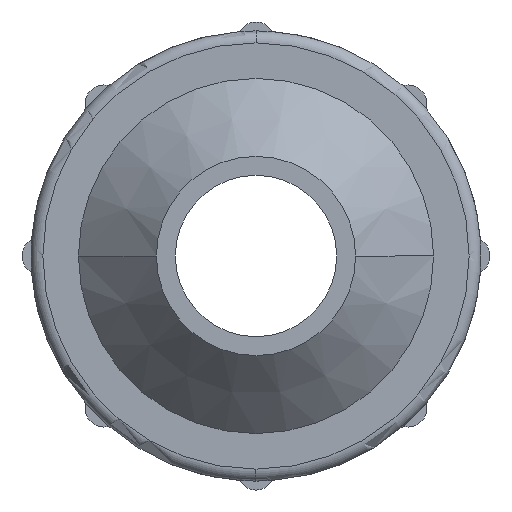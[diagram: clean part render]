
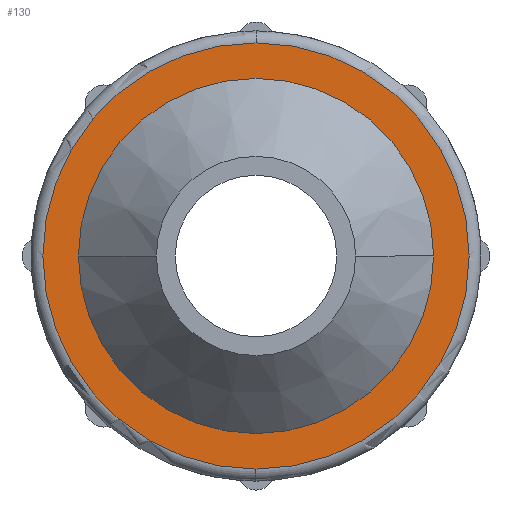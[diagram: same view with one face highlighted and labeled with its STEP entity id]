
A CAD part, left-side view. The second image highlights one B-rep face of the part: STEP entity #130.
In plain terms, the highlighted planar face has unit normal (-1, 0, 0).
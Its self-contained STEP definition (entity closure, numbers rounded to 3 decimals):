
#130 = ADVANCED_FACE( '', ( #248, #249 ), #250, .T. );
#248 = FACE_BOUND( '', #372, .T. );
#249 = FACE_OUTER_BOUND( '', #373, .T. );
#250 = PLANE( '', #374 );
#372 = EDGE_LOOP( '', ( #826, #827 ) );
#373 = EDGE_LOOP( '', ( #828, #829, #830 ) );
#374 = AXIS2_PLACEMENT_3D( '', #831, #832, #833 );
#826 = ORIENTED_EDGE( '', *, *, #871, .F. );
#827 = ORIENTED_EDGE( '', *, *, #1007, .F. );
#828 = ORIENTED_EDGE( '', *, *, #884, .T. );
#829 = ORIENTED_EDGE( '', *, *, #1006, .T. );
#830 = ORIENTED_EDGE( '', *, *, #885, .T. );
#831 = CARTESIAN_POINT( '', ( 43.333, 19.617, 0. ) );
#832 = DIRECTION( '', ( -1., 0., 0. ) );
#833 = DIRECTION( '', ( 0., 1., 0. ) );
#871 = EDGE_CURVE( '', #1027, #1029, #1030, .T. );
#884 = EDGE_CURVE( '', #1055, #1053, #1056, .T. );
#885 = EDGE_CURVE( '', #1033, #1055, #1057, .T. );
#1006 = EDGE_CURVE( '', #1053, #1033, #1248, .T. );
#1007 = EDGE_CURVE( '', #1029, #1027, #1249, .T. );
#1027 = VERTEX_POINT( '', #1273 );
#1029 = VERTEX_POINT( '', #1276 );
#1030 = CIRCLE( '', #1277, 17.833 );
#1033 = VERTEX_POINT( '', #1281 );
#1053 = VERTEX_POINT( '', #1301 );
#1055 = VERTEX_POINT( '', #1303 );
#1056 = CIRCLE( '', #1304, 21.4 );
#1057 = CIRCLE( '', #1305, 21.4 );
#1248 = CIRCLE( '', #1788, 21.4 );
#1249 = CIRCLE( '', #1789, 17.833 );
#1273 = CARTESIAN_POINT( '', ( 43.333, 17.833, 0. ) );
#1276 = CARTESIAN_POINT( '', ( 43.333, -17.833, 0. ) );
#1277 = AXIS2_PLACEMENT_3D( '', #1810, #1811, #1812 );
#1281 = CARTESIAN_POINT( '', ( 43.333, 0., 21.4 ) );
#1301 = CARTESIAN_POINT( '', ( 43.333, 0., -21.4 ) );
#1303 = CARTESIAN_POINT( '', ( 43.333, 21.4, 0. ) );
#1304 = AXIS2_PLACEMENT_3D( '', #1847, #1848, #1849 );
#1305 = AXIS2_PLACEMENT_3D( '', #1850, #1851, #1852 );
#1788 = AXIS2_PLACEMENT_3D( '', #2097, #2098, #2099 );
#1789 = AXIS2_PLACEMENT_3D( '', #2100, #2101, #2102 );
#1810 = CARTESIAN_POINT( '', ( 43.333, 0., 0. ) );
#1811 = DIRECTION( '', ( -1., 0., 0. ) );
#1812 = DIRECTION( '', ( 0., 1., 0. ) );
#1847 = CARTESIAN_POINT( '', ( 43.333, 0., 0. ) );
#1848 = DIRECTION( '', ( -1., 0., 0. ) );
#1849 = DIRECTION( '', ( 0., 1., 0. ) );
#1850 = CARTESIAN_POINT( '', ( 43.333, 0., 0. ) );
#1851 = DIRECTION( '', ( -1., 0., 0. ) );
#1852 = DIRECTION( '', ( 0., 1., 0. ) );
#2097 = CARTESIAN_POINT( '', ( 43.333, 0., 0. ) );
#2098 = DIRECTION( '', ( -1., 0., 0. ) );
#2099 = DIRECTION( '', ( 0., 1., 0. ) );
#2100 = CARTESIAN_POINT( '', ( 43.333, 0., 0. ) );
#2101 = DIRECTION( '', ( -1., 0., 0. ) );
#2102 = DIRECTION( '', ( 0., 1., 0. ) );
